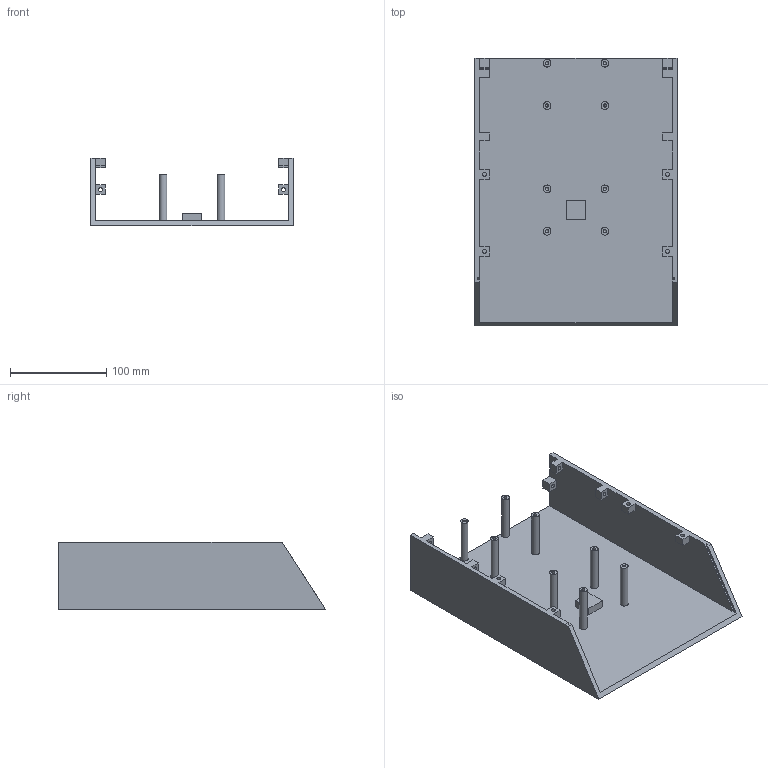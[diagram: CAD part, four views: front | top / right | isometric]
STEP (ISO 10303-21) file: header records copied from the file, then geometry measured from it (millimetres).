
FILE_DESCRIPTION(/* description */ ('STEP AP214'),/* implementation_level */ '2;1');
FILE_NAME(/* name */ '6876f84dcc95e74f1a4e5be8',/* time_stamp */ '2025-07-16T00:54:37Z',/* author */ (''),/* organization */ (''),/* preprocessor_version */ 'ST-DEVELOPER v20',/* originating_system */ 'ONSHAPE BY PTC INC, 1.200',/* authorisation */ ' ');
FILE_SCHEMA (('AUTOMOTIVE_DESIGN {1 0 10303 214 3 1 1}'));
Length unit declared in the file: metre
Products named in the file (1): Configuraci�n 1 v28
Bounding box: 210 x 277.5 x 70 mm (x, y, z)
Volume: 482800.1 mm3; surface area: 204000.4 mm2
Topology: 1 solids, 1 shells, 105 faces, 283 edges, 189 vertices
Faces by surface type: plane 71, cylinder 26, cone 8
Full cylindrical faces by diameter (mm): 3.332 x8, 4.2 x10, 8 x8
Entity records: 3056 total; most frequent: CARTESIAN_POINT 518, DIRECTION 496, ORIENTED_EDGE 464, EDGE_CURVE 232, VERTEX_POINT 180, LINE 180, VECTOR 180, FACE_BOUND 176
